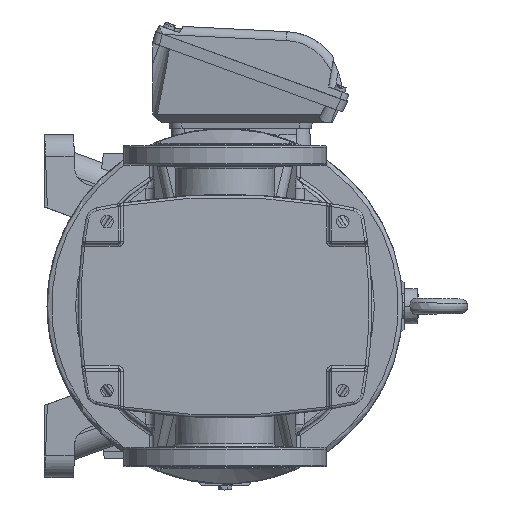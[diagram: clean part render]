
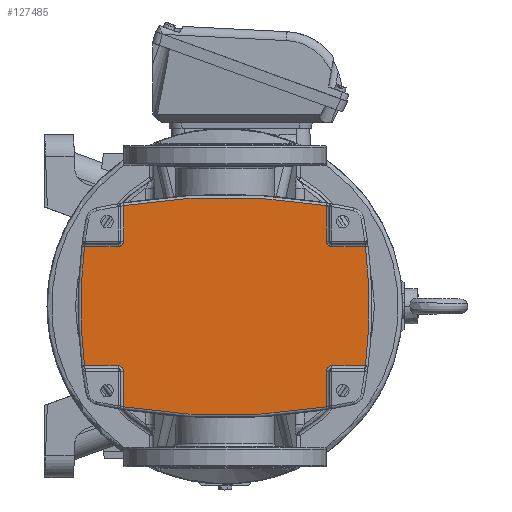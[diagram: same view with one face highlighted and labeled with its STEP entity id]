
A CAD part, front view. The second image highlights one B-rep face of the part: STEP entity #127485.
In plain terms, the highlighted planar face has unit normal (0, -1, 0).
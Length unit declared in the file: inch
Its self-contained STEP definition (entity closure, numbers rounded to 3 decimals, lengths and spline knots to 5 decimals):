
#1271 = ORIENTED_EDGE ( 'NONE', *, *, #126308, .T. ) ;
#1280 = DIRECTION ( 'NONE',  ( 1., 0., 0. ) ) ;
#2268 = CIRCLE ( 'NONE', #121196, 0.23622 ) ;
#4583 = CARTESIAN_POINT ( 'NONE',  ( 3.59374, -10.41877, -2.87402 ) ) ;
#4865 = VERTEX_POINT ( 'NONE', #5077 ) ;
#5077 = CARTESIAN_POINT ( 'NONE',  ( 5.32134, -10.41877, -2.63787 ) ) ;
#6587 = CARTESIAN_POINT ( 'NONE',  ( 3.82996, -10.41877, -2.6378 ) ) ;
#7353 = VERTEX_POINT ( 'NONE', #37975 ) ;
#9758 = VERTEX_POINT ( 'NONE', #143258 ) ;
#10121 = DIRECTION ( 'NONE',  ( -1., 0., 0. ) ) ;
#10937 = ORIENTED_EDGE ( 'NONE', *, *, #102946, .T. ) ;
#11074 = AXIS2_PLACEMENT_3D ( 'NONE', #51970, #147976, #99555 ) ;
#11425 = DIRECTION ( 'NONE',  ( 1., 0., 0. ) ) ;
#13284 = DIRECTION ( 'NONE',  ( 0., 1., 0. ) ) ;
#15839 = VECTOR ( 'NONE', #107358, 39.37008 ) ;
#16780 = DIRECTION ( 'NONE',  ( 0.992, 0., -0.122 ) ) ;
#17301 = ORIENTED_EDGE ( 'NONE', *, *, #30377, .T. ) ;
#17794 = DIRECTION ( 'NONE',  ( -0.164, 0., -0.987 ) ) ;
#17824 = EDGE_CURVE ( 'NONE', #144886, #4865, #106796, .T. ) ;
#18215 = ORIENTED_EDGE ( 'NONE', *, *, #156394, .T. ) ;
#18787 = AXIS2_PLACEMENT_3D ( 'NONE', #125371, #137289, #16780 ) ;
#19865 = CARTESIAN_POINT ( 'NONE',  ( 3.59374, -10.41877, 2.87402 ) ) ;
#20015 = VERTEX_POINT ( 'NONE', #58957 ) ;
#20791 = CARTESIAN_POINT ( 'NONE',  ( 5.32129, -10.41877, 2.6378 ) ) ;
#21301 = CARTESIAN_POINT ( 'NONE',  ( 3.59377, -10.41877, -4.4533 ) ) ;
#22280 = VECTOR ( 'NONE', #85012, 39.37008 ) ;
#24486 = DIRECTION ( 'NONE',  ( 0., 0., 1. ) ) ;
#25057 = ORIENTED_EDGE ( 'NONE', *, *, #76221, .T. ) ;
#30377 = EDGE_CURVE ( 'NONE', #4865, #78690, #74463, .T. ) ;
#32562 = CARTESIAN_POINT ( 'NONE',  ( -7.11023, -10.41877, 2.63787 ) ) ;
#33105 = CARTESIAN_POINT ( 'NONE',  ( -5.61886, -10.41877, 2.6378 ) ) ;
#33479 = ORIENTED_EDGE ( 'NONE', *, *, #70720, .T. ) ;
#33775 = AXIS2_PLACEMENT_3D ( 'NONE', #139768, #152518, #77948 ) ;
#37846 = EDGE_LOOP ( 'NONE', ( #33479, #51533, #117133, #91737, #17301, #25057, #107353, #96091, #18215, #49743, #10937, #70543, #44428, #119644, #143226, #1271 ) ) ;
#37975 = CARTESIAN_POINT ( 'NONE',  ( -5.38264, -10.41877, -2.87402 ) ) ;
#38454 = CARTESIAN_POINT ( 'NONE',  ( -0.89445, -10.41877, -22.61811 ) ) ;
#38730 = CARTESIAN_POINT ( 'NONE',  ( -5.38267, -10.41877, 4.4533 ) ) ;
#39128 = CIRCLE ( 'NONE', #49307, 27.44094 ) ;
#41235 = FACE_OUTER_BOUND ( 'NONE', #37846, .T. ) ;
#44428 = ORIENTED_EDGE ( 'NONE', *, *, #78239, .T. ) ;
#45466 = VERTEX_POINT ( 'NONE', #67107 ) ;
#45733 = VERTEX_POINT ( 'NONE', #143562 ) ;
#48555 = CARTESIAN_POINT ( 'NONE',  ( -5.38264, -10.41877, 4.45326 ) ) ;
#49307 = AXIS2_PLACEMENT_3D ( 'NONE', #54261, #124819, #17794 ) ;
#49743 = ORIENTED_EDGE ( 'NONE', *, *, #50974, .T. ) ;
#50974 = EDGE_CURVE ( 'NONE', #117161, #140889, #60468, .T. ) ;
#51533 = ORIENTED_EDGE ( 'NONE', *, *, #74355, .T. ) ;
#51552 = DIRECTION ( 'NONE',  ( 1., 0., 0. ) ) ;
#51970 = CARTESIAN_POINT ( 'NONE',  ( 14.26303, -10.41877, 0. ) ) ;
#54261 = CARTESIAN_POINT ( 'NONE',  ( -0.89445, -10.41877, 22.61811 ) ) ;
#57023 = VECTOR ( 'NONE', #24486, 39.37008 ) ;
#58245 = LINE ( 'NONE', #142301, #15839 ) ;
#58957 = CARTESIAN_POINT ( 'NONE',  ( 3.82996, -10.41877, 2.6378 ) ) ;
#59294 = CIRCLE ( 'NONE', #11074, 21.53543 ) ;
#60468 = LINE ( 'NONE', #48555, #22280 ) ;
#60584 = VERTEX_POINT ( 'NONE', #62780 ) ;
#61128 = EDGE_CURVE ( 'NONE', #105032, #144886, #2268, .T. ) ;
#62510 = DIRECTION ( 'NONE',  ( 0., 0., -1. ) ) ;
#62780 = CARTESIAN_POINT ( 'NONE',  ( 3.59374, -10.41877, 2.87402 ) ) ;
#63804 = VECTOR ( 'NONE', #148047, 39.37008 ) ;
#64079 = CARTESIAN_POINT ( 'NONE',  ( -5.38264, -10.41877, -2.87402 ) ) ;
#64418 = EDGE_CURVE ( 'NONE', #60584, #126875, #78559, .T. ) ;
#65742 = DIRECTION ( 'NONE',  ( -1., 0., 0. ) ) ;
#67107 = CARTESIAN_POINT ( 'NONE',  ( -5.61886, -10.41877, 2.6378 ) ) ;
#70543 = ORIENTED_EDGE ( 'NONE', *, *, #145188, .T. ) ;
#70720 = EDGE_CURVE ( 'NONE', #45733, #150725, #39128, .T. ) ;
#74355 = EDGE_CURVE ( 'NONE', #150725, #105032, #136231, .T. ) ;
#74463 = CIRCLE ( 'NONE', #18787, 21.53543 ) ;
#74557 = CARTESIAN_POINT ( 'NONE',  ( -0.89445, -10.41877, 0. ) ) ;
#76221 = EDGE_CURVE ( 'NONE', #78690, #20015, #58245, .T. ) ;
#76558 = AXIS2_PLACEMENT_3D ( 'NONE', #38454, #113730, #125612 ) ;
#76913 = DIRECTION ( 'NONE',  ( 0., 1., 0. ) ) ;
#77948 = DIRECTION ( 'NONE',  ( 0., 0., -1. ) ) ;
#78239 = EDGE_CURVE ( 'NONE', #97398, #9758, #59294, .T. ) ;
#78559 = LINE ( 'NONE', #19865, #154900 ) ;
#78690 = VERTEX_POINT ( 'NONE', #20791 ) ;
#81909 = CIRCLE ( 'NONE', #33775, 0.23622 ) ;
#84339 = DIRECTION ( 'NONE',  ( 0., 1., 0. ) ) ;
#84745 = CARTESIAN_POINT ( 'NONE',  ( 3.59374, -10.41877, -4.45326 ) ) ;
#85012 = DIRECTION ( 'NONE',  ( 0., 0., -1. ) ) ;
#87951 = CIRCLE ( 'NONE', #90427, 0.23622 ) ;
#90427 = AXIS2_PLACEMENT_3D ( 'NONE', #155298, #13284, #121847 ) ;
#91737 = ORIENTED_EDGE ( 'NONE', *, *, #17824, .T. ) ;
#96091 = ORIENTED_EDGE ( 'NONE', *, *, #64418, .T. ) ;
#97398 = VERTEX_POINT ( 'NONE', #32562 ) ;
#99555 = DIRECTION ( 'NONE',  ( -0.992, 0., 0.122 ) ) ;
#100603 = CARTESIAN_POINT ( 'NONE',  ( 3.82996, -10.41877, -2.87402 ) ) ;
#102946 = EDGE_CURVE ( 'NONE', #140889, #45466, #126014, .T. ) ;
#103907 = DIRECTION ( 'NONE',  ( 0., 0., 1. ) ) ;
#105032 = VERTEX_POINT ( 'NONE', #4583 ) ;
#105237 = VECTOR ( 'NONE', #10121, 39.37008 ) ;
#105483 = VECTOR ( 'NONE', #62510, 39.37008 ) ;
#106796 = LINE ( 'NONE', #120986, #124382 ) ;
#106895 = VERTEX_POINT ( 'NONE', #111275 ) ;
#107353 = ORIENTED_EDGE ( 'NONE', *, *, #141316, .T. ) ;
#107358 = DIRECTION ( 'NONE',  ( -1., 0., 0. ) ) ;
#107613 = LINE ( 'NONE', #33105, #105237 ) ;
#109680 = CARTESIAN_POINT ( 'NONE',  ( -5.61886, -10.41877, 2.87402 ) ) ;
#111275 = CARTESIAN_POINT ( 'NONE',  ( -5.61886, -10.41877, -2.6378 ) ) ;
#112570 = PLANE ( 'NONE',  #123313 ) ;
#113730 = DIRECTION ( 'NONE',  ( 0., -1., 0. ) ) ;
#113791 = EDGE_CURVE ( 'NONE', #106895, #7353, #87951, .T. ) ;
#114052 = DIRECTION ( 'NONE',  ( 0., 1., 0. ) ) ;
#117133 = ORIENTED_EDGE ( 'NONE', *, *, #61128, .T. ) ;
#117161 = VERTEX_POINT ( 'NONE', #38730 ) ;
#119644 = ORIENTED_EDGE ( 'NONE', *, *, #139244, .T. ) ;
#120986 = CARTESIAN_POINT ( 'NONE',  ( 3.82996, -10.41877, -2.6378 ) ) ;
#121196 = AXIS2_PLACEMENT_3D ( 'NONE', #100603, #114052, #65742 ) ;
#121847 = DIRECTION ( 'NONE',  ( 0., 0., 1. ) ) ;
#123313 = AXIS2_PLACEMENT_3D ( 'NONE', #74557, #76913, #51552 ) ;
#123515 = AXIS2_PLACEMENT_3D ( 'NONE', #109680, #84339, #11425 ) ;
#124382 = VECTOR ( 'NONE', #1280, 39.37008 ) ;
#124819 = DIRECTION ( 'NONE',  ( 0., -1., 0. ) ) ;
#124955 = LINE ( 'NONE', #125730, #63804 ) ;
#125371 = CARTESIAN_POINT ( 'NONE',  ( -16.05193, -10.41877, 0. ) ) ;
#125612 = DIRECTION ( 'NONE',  ( 0.164, 0., 0.987 ) ) ;
#125730 = CARTESIAN_POINT ( 'NONE',  ( -7.11019, -10.41877, -2.6378 ) ) ;
#126014 = CIRCLE ( 'NONE', #123515, 0.23622 ) ;
#126308 = EDGE_CURVE ( 'NONE', #7353, #45733, #136203, .T. ) ;
#126875 = VERTEX_POINT ( 'NONE', #151114 ) ;
#127485 = ADVANCED_FACE ( 'NONE', ( #41235 ), #112570, .F. ) ;
#134153 = CARTESIAN_POINT ( 'NONE',  ( -5.38264, -10.41877, 2.87402 ) ) ;
#136203 = LINE ( 'NONE', #64079, #105483 ) ;
#136231 = LINE ( 'NONE', #84745, #57023 ) ;
#137289 = DIRECTION ( 'NONE',  ( 0., -1., 0. ) ) ;
#139244 = EDGE_CURVE ( 'NONE', #9758, #106895, #124955, .T. ) ;
#139768 = CARTESIAN_POINT ( 'NONE',  ( 3.82996, -10.41877, 2.87402 ) ) ;
#139834 = CIRCLE ( 'NONE', #76558, 27.44094 ) ;
#140889 = VERTEX_POINT ( 'NONE', #134153 ) ;
#141316 = EDGE_CURVE ( 'NONE', #20015, #60584, #81909, .T. ) ;
#142301 = CARTESIAN_POINT ( 'NONE',  ( 5.32129, -10.41877, 2.6378 ) ) ;
#143226 = ORIENTED_EDGE ( 'NONE', *, *, #113791, .T. ) ;
#143258 = CARTESIAN_POINT ( 'NONE',  ( -7.1102, -10.41877, -2.6378 ) ) ;
#143562 = CARTESIAN_POINT ( 'NONE',  ( -5.38264, -10.41877, -4.45331 ) ) ;
#144886 = VERTEX_POINT ( 'NONE', #6587 ) ;
#145188 = EDGE_CURVE ( 'NONE', #45466, #97398, #107613, .T. ) ;
#147976 = DIRECTION ( 'NONE',  ( 0., -1., 0. ) ) ;
#148047 = DIRECTION ( 'NONE',  ( 1., 0., 0. ) ) ;
#150725 = VERTEX_POINT ( 'NONE', #21301 ) ;
#151114 = CARTESIAN_POINT ( 'NONE',  ( 3.59374, -10.41877, 4.45331 ) ) ;
#152518 = DIRECTION ( 'NONE',  ( 0., 1., 0. ) ) ;
#154900 = VECTOR ( 'NONE', #103907, 39.37008 ) ;
#155298 = CARTESIAN_POINT ( 'NONE',  ( -5.61886, -10.41877, -2.87402 ) ) ;
#156394 = EDGE_CURVE ( 'NONE', #126875, #117161, #139834, .T. ) ;
